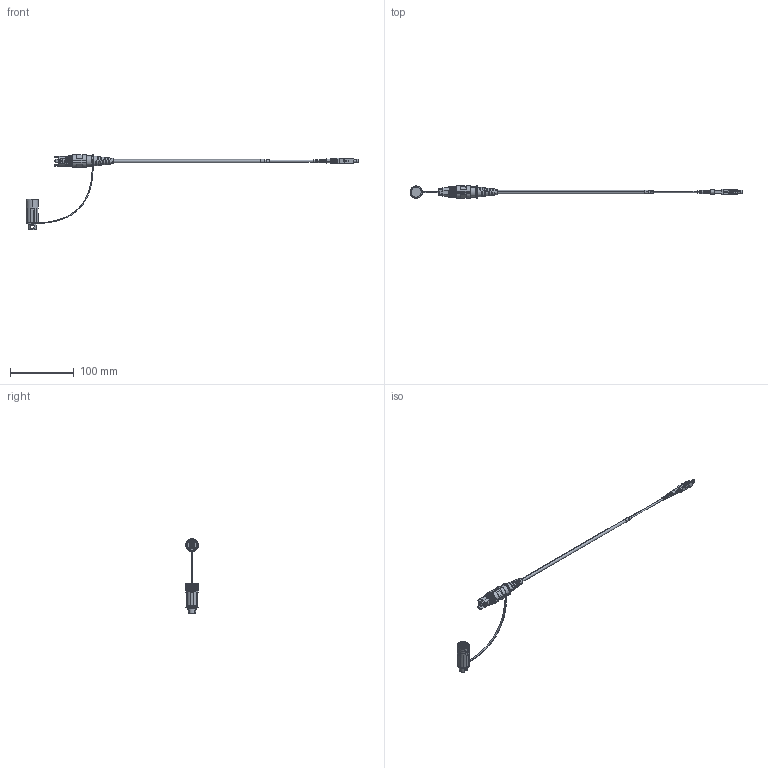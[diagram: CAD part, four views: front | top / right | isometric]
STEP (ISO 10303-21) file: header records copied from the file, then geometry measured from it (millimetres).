
FILE_DESCRIPTION (( 'STEP AP214' ), '1' );
FILE_NAME ('FOC03D3015N_3D.STEP', '2022-01-21T16:06:02', ( '' ), ( '' ), 'SwSTEP 2.0', 'SolidWorks 2021', '' );
FILE_SCHEMA (( 'AUTOMOTIVE_DESIGN' ));
Length unit declared in the file: inch
Products named in the file (27): H optic BOOT BLACK; H optic OUTER HSG BLACK; FOC03D3015N B SIDE; H optic CLAMP1; SC-APC TUBE; FOC03D3015N b side cable; H optic FERRULE SLEEVE; CONN-95-200-08-BP3B MA2; 1AF04-011-MA1; SC-APC Ferrule assy; H optic DUST CVR BLACK; SC-APC OUTER HSG; SC-APC FERRUL SPRING; H optic SLEEVE; 5mm OD SIMPLEX G657A2 FOC LSZH BLACK; H optic LANYARD; CONN-95-200-08-BP3B MA3; H optic CLAMP2; H optic DUST CAP O-RING; FOC-SCASMS30_with dust caps; Hoptic; H optic FO CONTAINER; CONN-95-200-08-BP3B MA4; H optic INNER CUP; CONN-95-200-08-BP3B MA5; SC-APC O-RING; FOC03D3015N_3D
Assembly tree (26 placements, depth 4):
  FOC03D3015N_3D
    Hoptic
      5mm OD SIMPLEX G657A2 FOC LSZH BLACK
      H optic BOOT BLACK
      H optic INNER CUP
      H optic FO CONTAINER
      SC-APC O-RING
      H optic CLAMP1
      H optic CLAMP2
      H optic FERRULE SLEEVE
      SC-APC TUBE
      SC-APC Ferrule assy
      SC-APC FERRUL SPRING
      SC-APC OUTER HSG
      H optic DUST CAP O-RING
      H optic OUTER HSG BLACK
      H optic DUST CVR BLACK
      H optic SLEEVE
      H optic LANYARD
    FOC03D3015N B SIDE
      FOC03D3015N b side cable
      FOC-SCASMS30_with dust caps
        CONN-95-200-08-BP3B MA2
        1AF04-011-MA1
        CONN-95-200-08-BP3B MA5
        CONN-95-200-08-BP3B MA4
        CONN-95-200-08-BP3B MA3
Bounding box: 520.05 x 19.91 x 118.89 mm (x, y, z)
Volume: 25373.2 mm3; surface area: 35618.2 mm2
Topology: 24 solids, 24 shells, 1342 faces, 3519 edges, 2279 vertices
Faces by surface type: plane 745, cylinder 447, bspline 104, cone 44, torus 2
Entity records: 58237 total; most frequent: CARTESIAN_POINT 20017, ORIENTED_EDGE 7038, DIRECTION 6586, EDGE_CURVE 3519, VERTEX_POINT 2279, AXIS2_PLACEMENT_3D 2249, LINE 2088, VECTOR 2088
